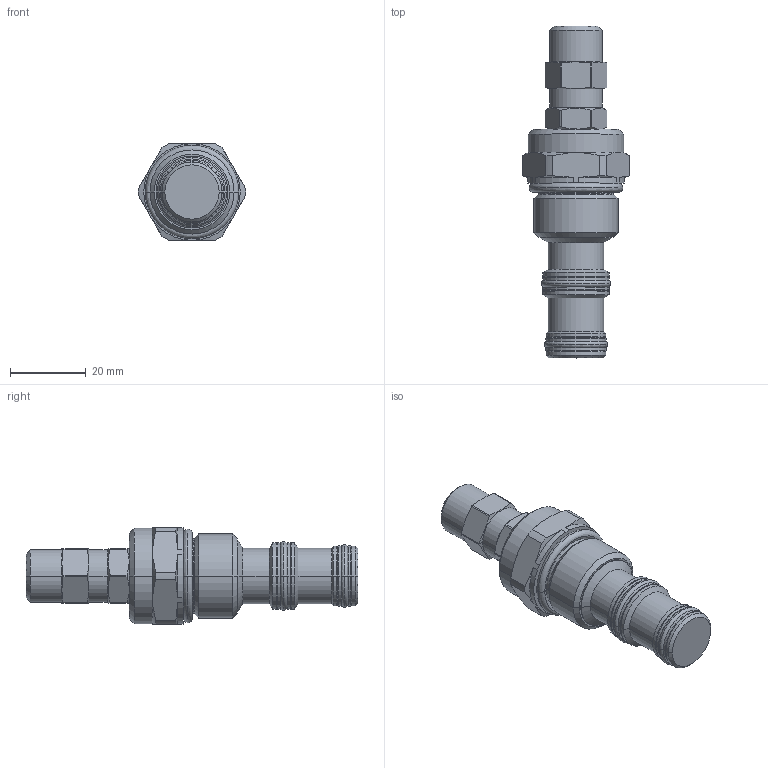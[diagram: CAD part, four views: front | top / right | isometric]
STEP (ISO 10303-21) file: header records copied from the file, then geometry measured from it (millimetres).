
FILE_DESCRIPTION((''),'2;1');
FILE_NAME('FR10-3XC','2009-02-03T',('jcs'),(''),'PRO/ENGINEER BY PARAMETRIC TECHNOLOGY CORPORATION, 2008010','PRO/ENGINEER BY PARAMETRIC TECHNOLOGY CORPORATION, 2008010','');
FILE_SCHEMA(('CONFIG_CONTROL_DESIGN'));
Length unit declared in the file: inch
Products named in the file (1): FR10-3XC
Bounding box: 28.19 x 87.4 x 25.36 mm (x, y, z)
Volume: 23251.4 mm3; surface area: 8125.2 mm2
Topology: 6 solids, 6 shells, 193 faces, 432 edges, 254 vertices
Faces by surface type: cylinder 68, cone 44, plane 33, torus 24, revolution 24
Entity records: 6144 total; most frequent: CARTESIAN_POINT 1773, DIRECTION 954, ORIENTED_EDGE 864, EDGE_CURVE 432, AXIS2_PLACEMENT_3D 399, VERTEX_POINT 254, CIRCLE 230, EDGE_LOOP 206
